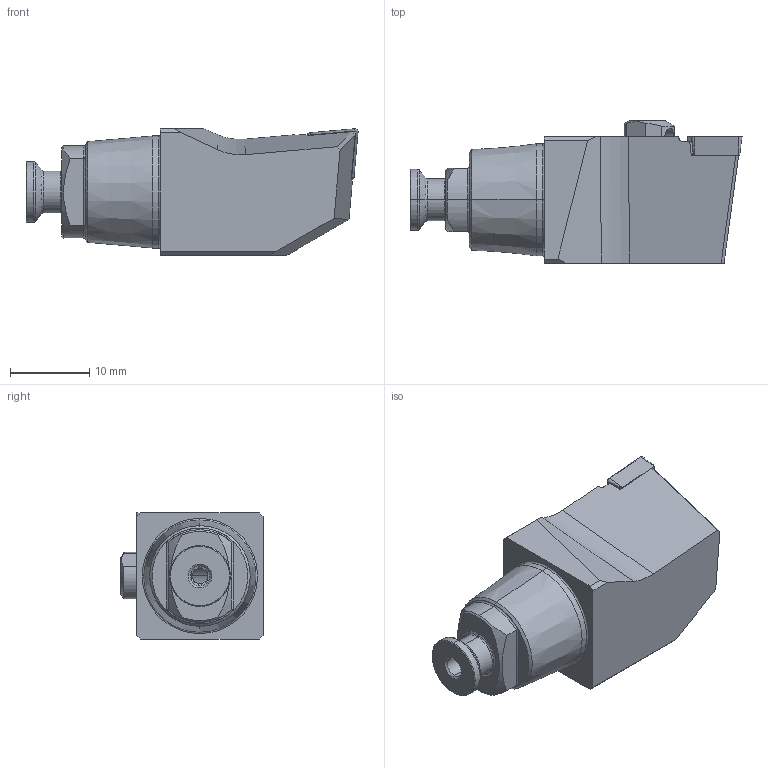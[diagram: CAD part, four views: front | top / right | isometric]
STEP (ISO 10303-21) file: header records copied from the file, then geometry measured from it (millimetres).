
FILE_DESCRIPTION (( 'STEP AP203' ), '1' );
FILE_NAME ('LW4.SCLCL.0825.06.STEP', '2024-08-26T13:39:03', ( '' ), ( '' ), 'SwSTEP 2.0', 'SolidWorks 2022', '' );
FILE_SCHEMA (( 'CONFIG_CONTROL_DESIGN' ));
Length unit declared in the file: millimetre
Products named in the file (7): WCA-ER2.001.005_A; LW4-U00.ER1.000_B; LW4-KCA.LLA.025_A; LWX-ER1.007.002; CCMT060204; ISO 14581 - M2x10; LW4.SCLCL.0825.06
Assembly tree (6 placements, depth 2):
  LW4.SCLCL.0825.06
    LW4-KCA.LLA.025_A
    LW4-U00.ER1.000_B
    LWX-ER1.007.002
    ISO 14581 - M2x10
    WCA-ER2.001.005_A
    CCMT060204
Bounding box: 42 x 18 x 16 mm (x, y, z)
Volume: 6703.7 mm3; surface area: 3539.2 mm2
Topology: 6 solids, 6 shells, 256 faces, 617 edges, 368 vertices
Faces by surface type: cylinder 80, cone 69, plane 68, torus 25, bspline 12, sphere 2
Entity records: 8527 total; most frequent: CARTESIAN_POINT 1947, DIRECTION 1266, ORIENTED_EDGE 1214, EDGE_CURVE 607, AXIS2_PLACEMENT_3D 507, VERTEX_POINT 368, EDGE_LOOP 269, FACE_OUTER_BOUND 256
